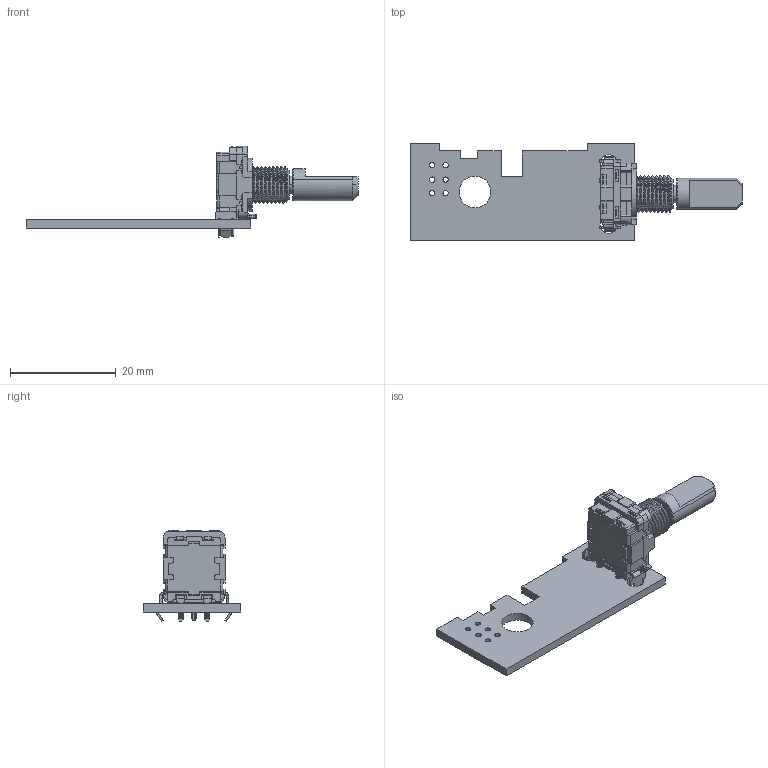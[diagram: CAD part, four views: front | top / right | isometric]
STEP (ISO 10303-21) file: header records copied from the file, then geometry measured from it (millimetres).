
FILE_DESCRIPTION(('KiCad electronic assembly'),'2;1');
FILE_NAME('Rotary Encoder.step','2025-02-19T22:44:44',('Pcbnew'),( 'Kicad'),'Open CASCADE STEP processor 7.8','KiCad to STEP converter' ,'Unknown');
FILE_SCHEMA(('AUTOMOTIVE_DESIGN { 1 0 10303 214 1 1 1 1 }'));
Length unit declared in the file: millimetre
Products named in the file (4): Rotary Encoder 1; EC11B15242AE; ec11b15242ae; _autosave-Rotary Encoder_PCB
Assembly tree (3 placements, depth 3):
  Rotary Encoder 1
    EC11B15242AE
      ec11b15242ae
    _autosave-Rotary Encoder_PCB
Bounding box: 62.75 x 18.5 x 17.32 mm (x, y, z)
Volume: 2493.4 mm3; surface area: 2993.3 mm2
Topology: 2 solids, 2 shells, 716 faces, 1944 edges, 1234 vertices
Faces by surface type: plane 520, cylinder 158, sphere 20, cone 7, bspline 7, torus 4
Full cylindrical faces by diameter (mm): 1 x6, 1.1 x5, 3.14 x2, 6 x1
Entity records: 28558 total; most frequent: CARTESIAN_POINT 5695, ORIENTED_EDGE 3864, DIRECTION 3581, EDGE_CURVE 1932, LINE 1545, VECTOR 1545, VERTEX_POINT 1234, AXIS2_PLACEMENT_3D 1018
